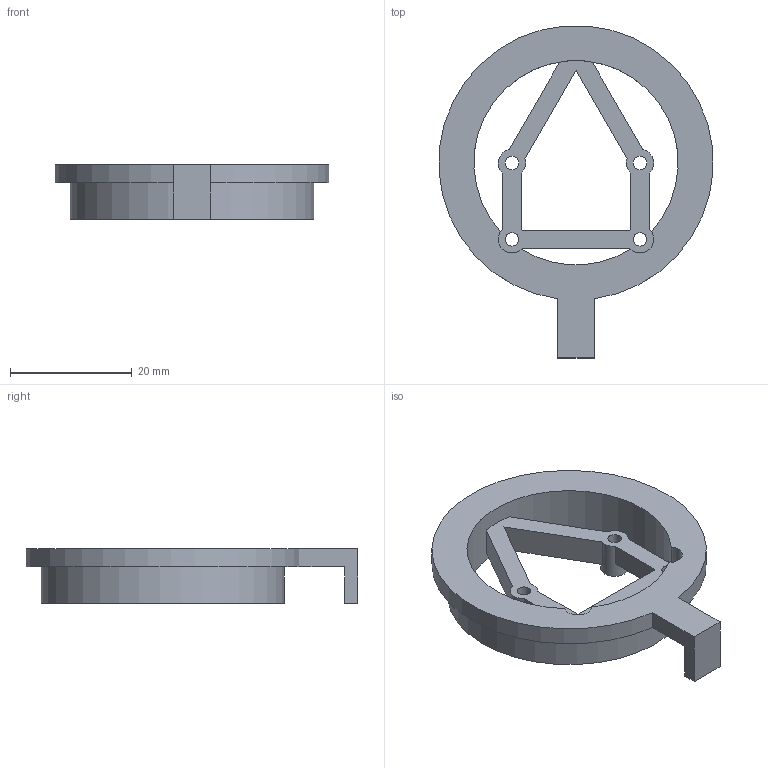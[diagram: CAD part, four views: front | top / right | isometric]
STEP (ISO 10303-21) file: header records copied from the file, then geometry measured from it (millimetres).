
FILE_DESCRIPTION(/* description */ (''),/* implementation_level */ '2;1');
FILE_NAME(/* name */ 'Camera_Mount.step',/* time_stamp */ '2025-07-31T19:49:23+05:30',/* author */ (''),/* organization */ (''),/* preprocessor_version */ 'ST-DEVELOPER v20.1',/* originating_system */ 'Autodesk Translation Framework v14.10.0.0',/* authorisation */ '');
FILE_SCHEMA (('AUTOMOTIVE_DESIGN { 1 0 10303 214 3 1 1 }'));
Length unit declared in the file: millimetre
Products named in the file (1): Camera_Mount v7
Bounding box: 44.91 x 54.42 x 9 mm (x, y, z)
Volume: 5578.8 mm3; surface area: 5309.7 mm2
Topology: 2 solids, 2 shells, 42 faces, 114 edges, 76 vertices
Faces by surface type: plane 27, cylinder 15
Full cylindrical faces by diameter (mm): 2.2 x4, 4.5 x4, 39.9 x1
Entity records: 1407 total; most frequent: DIRECTION 246, CARTESIAN_POINT 233, ORIENTED_EDGE 228, EDGE_CURVE 114, AXIS2_PLACEMENT_3D 89, VERTEX_POINT 76, LINE 68, VECTOR 68
